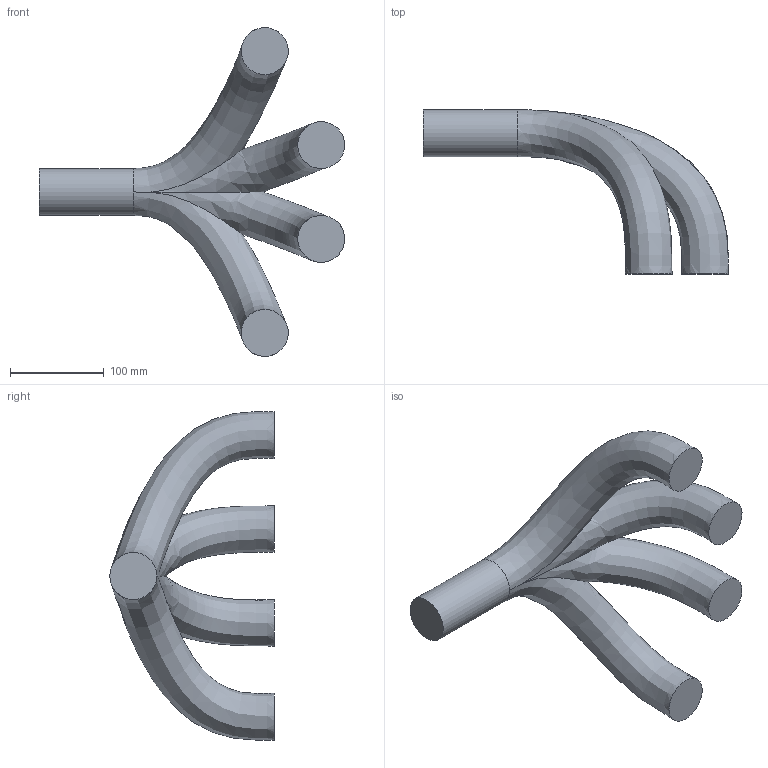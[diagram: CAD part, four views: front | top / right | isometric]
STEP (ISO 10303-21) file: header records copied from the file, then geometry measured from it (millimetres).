
FILE_DESCRIPTION(/* description */ (''),/* implementation_level */ '2;1');
FILE_NAME(/* name */ 'Manifold_01092022 v1.step',/* time_stamp */ '2022-09-01T14:42:48+02:00',/* author */ (''),/* organization */ (''),/* preprocessor_version */ 'ST-DEVELOPER v19',/* originating_system */ 'Autodesk Translation Framework v11.7.0.108',/* authorisation */ '');
FILE_SCHEMA (('AUTOMOTIVE_DESIGN { 1 0 10303 214 3 1 1 }'));
Length unit declared in the file: millimetre
Products named in the file (1): Manifold_01092022
Bounding box: 324.96 x 175 x 350 mm (x, y, z)
Volume: 2060590.1 mm3; surface area: 164280.2 mm2
Topology: 1 solids, 1 shells, 10 faces, 22 edges, 14 vertices
Faces by surface type: plane 5, bspline 4, cylinder 1
Full cylindrical faces by diameter (mm): 50 x1
Entity records: 2468 total; most frequent: CARTESIAN_POINT 2236, ORIENTED_EDGE 44, DIRECTION 35, EDGE_CURVE 22, AXIS2_PLACEMENT_3D 17, VERTEX_POINT 14, B_SPLINE_CURVE_WITH_KNOTS 11, FACE_OUTER_BOUND 10
